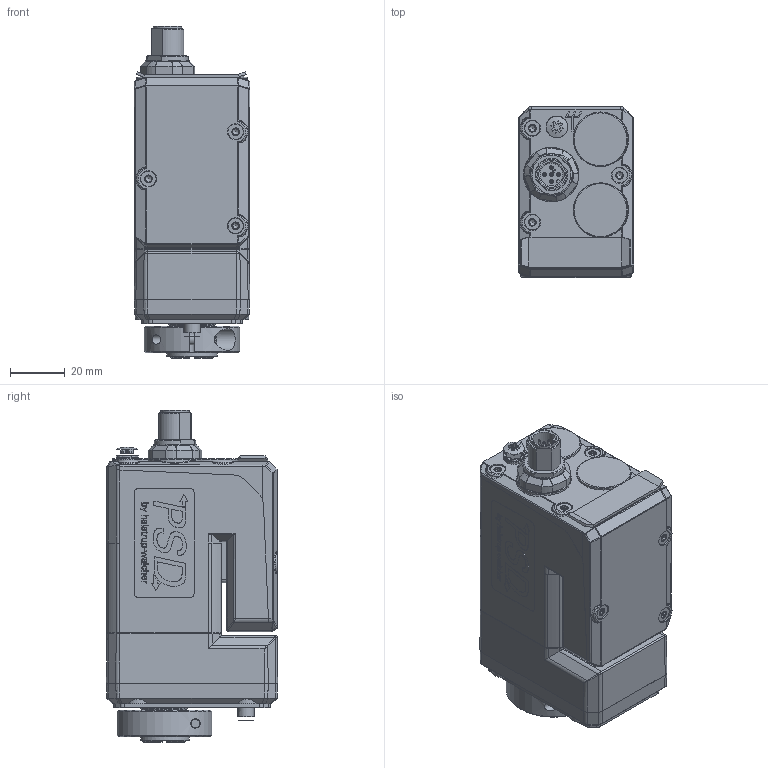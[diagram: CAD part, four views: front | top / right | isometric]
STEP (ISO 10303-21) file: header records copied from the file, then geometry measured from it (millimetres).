
FILE_DESCRIPTION(/* description */ (''),/* implementation_level */ '2;1');
FILE_NAME(/* name */ '7300.018537A.stp',/* time_stamp */ '2022-07-12T16:14:04+02:00',/* author */ ('mzabek'),/* organization */ (''),/* preprocessor_version */ 'ST-DEVELOPER v18.1',/* originating_system */ 'Autodesk Inventor 2021',/* authorisation */ '');
FILE_SCHEMA (('AUTOMOTIVE_DESIGN { 1 0 10303 214 3 1 1 }'));
Products named in the file (1): ENG-110898
Bounding box: 42.4 x 62.82 x 121.8 mm (x, y, z)
Volume: 239195.5 mm3; surface area: 34654.9 mm2
Topology: 4 solids, 4 shells, 1923 faces, 5159 edges, 3315 vertices
Faces by surface type: plane 788, bspline 519, cylinder 406, cone 145, torus 46, sphere 19
Full cylindrical faces by diameter (mm): 0.6 x3, 0.8 x5, 1 x3, 1.4 x4, 2.693 x4, 3 x4, 3.2 x4, 3.459 x1, 4 x1, 4.5 x1, 5.6 x6, 6 x7, 7 x2, 8 x1, 8.3 x1, 10.4 x1, 14 x1, 14.4 x1, 17 x1, 22 x1, 23 x1
Entity records: 69652 total; most frequent: CARTESIAN_POINT 23367, ORIENTED_EDGE 10242, DIRECTION 7631, EDGE_CURVE 5121, VERTEX_POINT 3315, LINE 2547, VECTOR 2547, AXIS2_PLACEMENT_3D 2542
